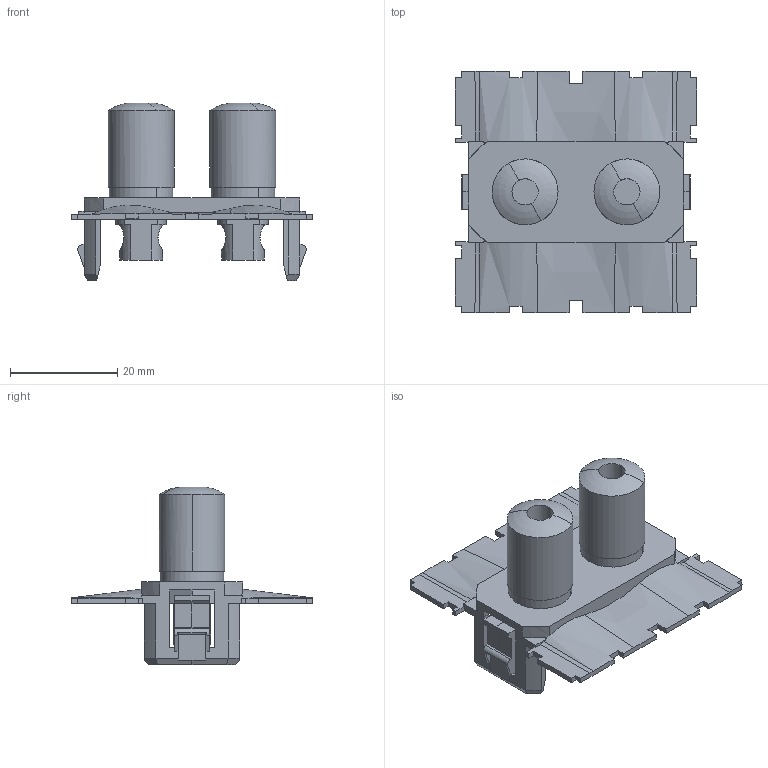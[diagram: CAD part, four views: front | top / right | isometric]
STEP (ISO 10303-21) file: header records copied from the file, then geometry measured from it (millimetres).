
FILE_DESCRIPTION(('CATIA V5 STEP Exchange','CAx-IF Rec.Pracs.--- Model Styling and Organization---1.5--- 2016-08-15','CAx-IF Rec.Pracs.---Supplemental Geometry---1.0---2011-11-01','CAx-IF Rec.Pracs.--- Composite Materials ---1.1---2010-07-15'),'2;1');
FILE_NAME('CM0312S_AllCATPart.stp','2023-07-11T07:39:55+00:00',('none'),('none'),'CATIA Version 5-6 Release 2020 SP3','CATIA V5 STEP AP214 v2','none');
FILE_SCHEMA(('AUTOMOTIVE_DESIGN { 1 0 10303 214 1 1 1 1 }'));
Length unit declared in the file: millimetre
Products named in the file (1): CM0312S_AllCATPart
Bounding box: 45.05 x 45.05 x 33.23 mm (x, y, z)
Volume: 7591.5 mm3; surface area: 9091.6 mm2
Topology: 5 solids, 5 shells, 298 faces, 904 edges, 614 vertices
Faces by surface type: plane 186, cylinder 60, bspline 44, torus 4, cone 4
Entity records: 11617 total; most frequent: CARTESIAN_POINT 4540, ORIENTED_EDGE 1792, DIRECTION 915, EDGE_CURVE 896, VERTEX_POINT 604, VECTOR 511, LINE 511, EDGE_LOOP 314
